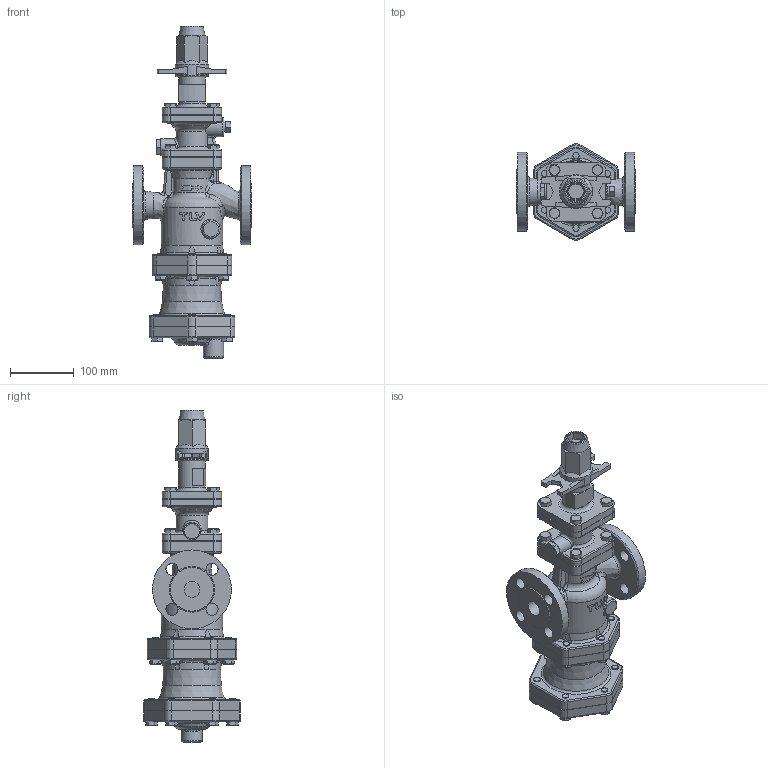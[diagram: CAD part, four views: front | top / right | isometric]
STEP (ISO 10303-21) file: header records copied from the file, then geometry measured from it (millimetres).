
FILE_DESCRIPTION(/* description */ (''),/* implementation_level */ '2;1');
FILE_NAME(/* name */ 'cos16-025-a0250-00.stp',/* time_stamp */ '2017-10-31T13:23:41+09:00',/* author */ ('nakaot'),/* organization */ (''),/* preprocessor_version */ 'ST-DEVELOPER v15.6',/* originating_system */ 'Autodesk Inventor 2015',/* authorisation */ '');
FILE_SCHEMA (('CONFIG_CONTROL_DESIGN'));
Length unit declared in the file: millimetre
Products named in the file (1): cos16-025-a0250-00
Bounding box: 188 x 152.01 x 522 mm (x, y, z)
Volume: 3546408.8 mm3; surface area: 353371.4 mm2
Topology: 1 solids, 1 shells, 965 faces, 2329 edges, 1443 vertices
Faces by surface type: plane 357, cylinder 235, cone 162, bspline 102, torus 99, sphere 10
Full cylindrical faces by diameter (mm): 10 x40, 12 x20, 17.475 x1, 19 x8, 25 x2, 27 x1, 30 x1, 32 x1, 42 x1, 52 x1, 62.069 x1, 70 x1, 90 x2, 96 x1, 124 x2
Entity records: 40080 total; most frequent: CARTESIAN_POINT 19366, ORIENTED_EDGE 4354, DIRECTION 4096, EDGE_CURVE 2177, AXIS2_PLACEMENT_3D 1684, VERTEX_POINT 1403, EDGE_LOOP 1210, FACE_OUTER_BOUND 965
